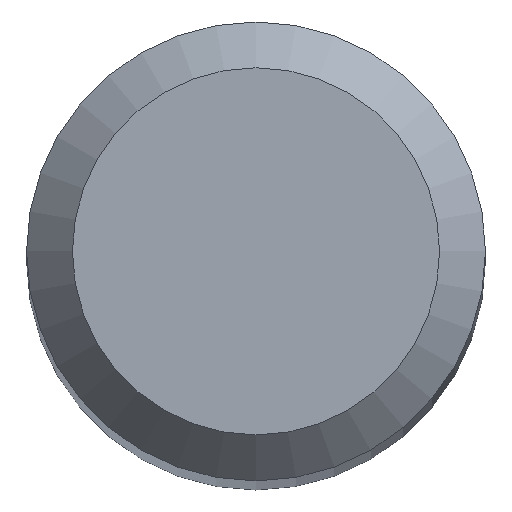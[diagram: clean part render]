
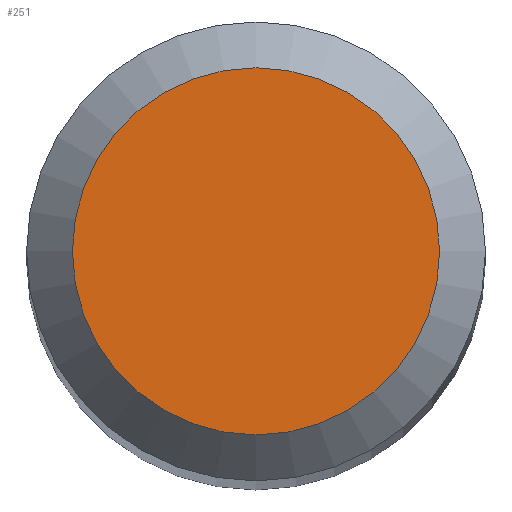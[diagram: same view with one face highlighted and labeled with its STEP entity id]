
A CAD part, top view. The second image highlights one B-rep face of the part: STEP entity #251.
In plain terms, the highlighted planar face has unit normal (0, 0, 1).
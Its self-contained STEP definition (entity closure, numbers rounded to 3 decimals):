
#19 = FACE_OUTER_BOUND ( 'NONE', #155, .T. ) ;
#26 = ORIENTED_EDGE ( 'NONE', *, *, #83, .F. ) ;
#44 = VERTEX_POINT ( 'NONE', #118 ) ;
#56 = AXIS2_PLACEMENT_3D ( 'NONE', #250, #88, #273 ) ;
#71 = DIRECTION ( 'NONE',  ( 0., 1., 0. ) ) ;
#83 = EDGE_CURVE ( 'NONE', #44, #44, #247, .T. ) ;
#88 = DIRECTION ( 'NONE',  ( 0., 0., -1. ) ) ;
#91 = CARTESIAN_POINT ( 'NONE',  ( 0., 0., 61. ) ) ;
#113 = DIRECTION ( 'NONE',  ( 0., 0., -1. ) ) ;
#118 = CARTESIAN_POINT ( 'NONE',  ( 0., 1.2, 61. ) ) ;
#135 = PLANE ( 'NONE',  #139 ) ;
#139 = AXIS2_PLACEMENT_3D ( 'NONE', #91, #113, #71 ) ;
#155 = EDGE_LOOP ( 'NONE', ( #26 ) ) ;
#247 = CIRCLE ( 'NONE', #56, 1.2 ) ;
#250 = CARTESIAN_POINT ( 'NONE',  ( 0., 0., 61. ) ) ;
#251 = ADVANCED_FACE ( 'NONE', ( #19 ), #135, .F. ) ;
#273 = DIRECTION ( 'NONE',  ( 0., 1., 0. ) ) ;
